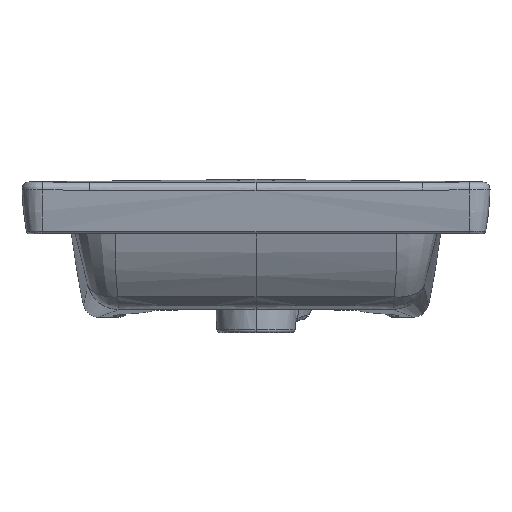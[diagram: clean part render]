
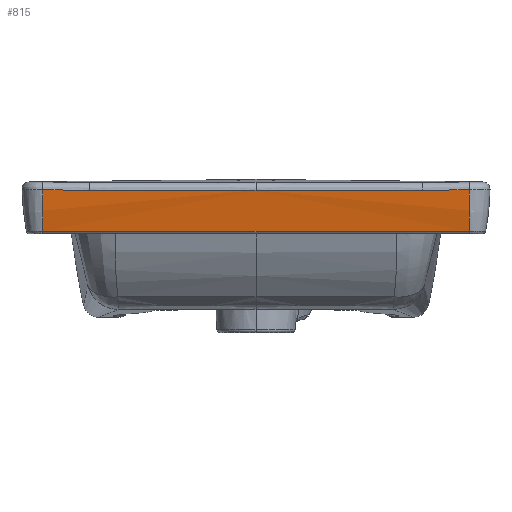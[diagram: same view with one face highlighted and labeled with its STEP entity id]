
A CAD part, front view. The second image highlights one B-rep face of the part: STEP entity #815.
In plain terms, the highlighted cylindrical face has radius 224.512 mm (diameter 449.024 mm), a partial arc.
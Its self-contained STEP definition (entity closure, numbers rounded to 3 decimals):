
#76=CYLINDRICAL_SURFACE('',#6905,224.512);
#204=LINE('',#31104,#316);
#316=VECTOR('',#7298,1.);
#815=ADVANCED_FACE('',(#1472),#76,.T.);
#1472=FACE_OUTER_BOUND('',#1903,.T.);
#1903=EDGE_LOOP('',(#3972,#3973,#3974,#3975,#3976,#3977,#3978));
#2160=B_SPLINE_CURVE_WITH_KNOTS('',3,(#7955,#7956,#7957,#7958,#7959,#7960),
 .UNSPECIFIED.,.F.,.F.,(4,2,4),(0.,0.475,1.),.UNSPECIFIED.);
#2162=B_SPLINE_CURVE_WITH_KNOTS('',3,(#8013,#8014,#8015,#8016),
 .UNSPECIFIED.,.F.,.F.,(4,4),(0.,1.),.UNSPECIFIED.);
#2164=B_SPLINE_CURVE_WITH_KNOTS('',3,(#8053,#8054,#8055,#8056,#8057,#8058),
 .UNSPECIFIED.,.F.,.F.,(4,2,4),(0.,0.764,1.),.UNSPECIFIED.);
#2167=B_SPLINE_CURVE_WITH_KNOTS('',3,(#8128,#8129,#8130,#8131,#8132,#8133,
#8134,#8135,#8136,#8137,#8138,#8139,#8140,#8141,#8142,#8143,#8144,#8145,
#8146,#8147,#8148,#8149,#8150,#8151,#8152,#8153),.UNSPECIFIED.,.F.,.F.,
(4,1,1,1,2,2,1,1,1,2,2,1,1,1,1,2,2,4),(0.,0.125,0.187,
0.219,0.234,0.25,0.312,
0.344,0.359,0.367,0.375,
0.437,0.469,0.484,0.492,
0.496,0.5,1.),.UNSPECIFIED.);
#2738=B_SPLINE_CURVE_WITH_KNOTS('',3,(#29994,#29995,#29996,#29997),
 .UNSPECIFIED.,.F.,.F.,(4,4),(0.,1.),.UNSPECIFIED.);
#2742=B_SPLINE_CURVE_WITH_KNOTS('',3,(#31106,#31107,#31108,#31109,#31110),
 .UNSPECIFIED.,.F.,.F.,(4,1,4),(0.,0.526,1.),.UNSPECIFIED.);
#3972=ORIENTED_EDGE('',*,*,#5729,.T.);
#3973=ORIENTED_EDGE('',*,*,#5732,.T.);
#3974=ORIENTED_EDGE('',*,*,#6434,.T.);
#3975=ORIENTED_EDGE('',*,*,#6439,.T.);
#3976=ORIENTED_EDGE('',*,*,#6440,.F.);
#3977=ORIENTED_EDGE('',*,*,#5723,.T.);
#3978=ORIENTED_EDGE('',*,*,#5726,.T.);
#5067=VERTEX_POINT('',#7859);
#5069=VERTEX_POINT('',#7954);
#5071=VERTEX_POINT('',#8012);
#5073=VERTEX_POINT('',#8052);
#5075=VERTEX_POINT('',#8127);
#5616=VERTEX_POINT('',#29998);
#5619=VERTEX_POINT('',#31105);
#5723=EDGE_CURVE('',#5067,#5069,#2160,.T.);
#5726=EDGE_CURVE('',#5069,#5071,#2162,.T.);
#5729=EDGE_CURVE('',#5071,#5073,#2164,.T.);
#5732=EDGE_CURVE('',#5073,#5075,#2167,.T.);
#6434=EDGE_CURVE('',#5075,#5616,#2738,.T.);
#6439=EDGE_CURVE('',#5616,#5619,#204,.T.);
#6440=EDGE_CURVE('',#5067,#5619,#2742,.T.);
#6905=AXIS2_PLACEMENT_3D('',#31111,#7299,#7300);
#7298=DIRECTION('',(1.,0.,0.));
#7299=DIRECTION('',(1.,0.,0.));
#7300=DIRECTION('',(0.,0.,1.));
#7859=CARTESIAN_POINT('',(204.992,-369.72,-7.61));
#7954=CARTESIAN_POINT('',(159.98,-369.694,-8.093));
#7955=CARTESIAN_POINT('',(204.992,-369.72,-7.609));
#7956=CARTESIAN_POINT('',(197.862,-369.716,-7.701));
#7957=CARTESIAN_POINT('',(190.733,-369.711,-7.79));
#7958=CARTESIAN_POINT('',(175.729,-369.699,-7.998));
#7959=CARTESIAN_POINT('',(167.855,-369.694,-8.098));
#7960=CARTESIAN_POINT('',(159.98,-369.694,-8.093));
#8012=CARTESIAN_POINT('',(0.,-369.7,-7.985));
#8013=CARTESIAN_POINT('',(159.98,-369.694,-8.093));
#8014=CARTESIAN_POINT('',(106.653,-369.696,-8.054));
#8015=CARTESIAN_POINT('',(53.327,-369.7,-7.985));
#8016=CARTESIAN_POINT('',(0.,-369.7,-7.985));
#8052=CARTESIAN_POINT('',(-159.98,-369.694,-8.093));
#8053=CARTESIAN_POINT('',(0.,-369.7,-7.985));
#8054=CARTESIAN_POINT('',(-40.764,-369.7,-7.985));
#8055=CARTESIAN_POINT('',(-81.528,-369.698,-8.028));
#8056=CARTESIAN_POINT('',(-134.855,-369.695,-8.073));
#8057=CARTESIAN_POINT('',(-147.417,-369.694,-8.083));
#8058=CARTESIAN_POINT('',(-159.98,-369.694,-8.093));
#8127=CARTESIAN_POINT('',(-204.992,-369.72,-7.61));
#8128=CARTESIAN_POINT('',(-159.98,-369.694,-8.093));
#8129=CARTESIAN_POINT('',(-161.695,-369.694,-8.094));
#8130=CARTESIAN_POINT('',(-164.388,-369.694,-8.088));
#8131=CARTESIAN_POINT('',(-167.741,-369.695,-8.068));
#8132=CARTESIAN_POINT('',(-169.47,-369.696,-8.055));
#8133=CARTESIAN_POINT('',(-170.222,-369.696,-8.049));
#8134=CARTESIAN_POINT('',(-170.726,-369.697,-8.045));
#8135=CARTESIAN_POINT('',(-171.016,-369.697,-8.042));
#8136=CARTESIAN_POINT('',(-172.106,-369.697,-8.032));
#8137=CARTESIAN_POINT('',(-173.464,-369.698,-8.018));
#8138=CARTESIAN_POINT('',(-175.133,-369.699,-7.999));
#8139=CARTESIAN_POINT('',(-175.99,-369.7,-7.989));
#8140=CARTESIAN_POINT('',(-176.361,-369.7,-7.985));
#8141=CARTESIAN_POINT('',(-176.61,-369.7,-7.982));
#8142=CARTESIAN_POINT('',(-176.783,-369.7,-7.98));
#8143=CARTESIAN_POINT('',(-177.479,-369.701,-7.971));
#8144=CARTESIAN_POINT('',(-178.646,-369.702,-7.956));
#8145=CARTESIAN_POINT('',(-180.427,-369.703,-7.932));
#8146=CARTESIAN_POINT('',(-181.422,-369.704,-7.919));
#8147=CARTESIAN_POINT('',(-181.945,-369.704,-7.912));
#8148=CARTESIAN_POINT('',(-182.176,-369.704,-7.909));
#8149=CARTESIAN_POINT('',(-182.33,-369.704,-7.907));
#8150=CARTESIAN_POINT('',(-182.449,-369.704,-7.905));
#8151=CARTESIAN_POINT('',(-187.326,-369.708,-7.838));
#8152=CARTESIAN_POINT('',(-194.828,-369.713,-7.74));
#8153=CARTESIAN_POINT('',(-204.992,-369.72,-7.609));
#29994=CARTESIAN_POINT('',(-204.992,-369.72,-7.61));
#29995=CARTESIAN_POINT('',(-205.079,-368.995,-21.111));
#29996=CARTESIAN_POINT('',(-205.166,-367.047,-34.546));
#29997=CARTESIAN_POINT('',(-205.253,-363.907,-47.697));
#29998=CARTESIAN_POINT('',(-205.253,-363.907,-47.697));
#31104=CARTESIAN_POINT('',(-349.997,-363.907,-47.697));
#31105=CARTESIAN_POINT('',(205.253,-363.907,-47.697));
#31106=CARTESIAN_POINT('',(204.992,-369.72,-7.61));
#31107=CARTESIAN_POINT('',(205.038,-369.338,-14.716));
#31108=CARTESIAN_POINT('',(205.125,-367.969,-28.182));
#31109=CARTESIAN_POINT('',(205.211,-365.394,-41.468));
#31110=CARTESIAN_POINT('',(205.253,-363.907,-47.697));
#31111=CARTESIAN_POINT('',(-349.997,-145.532,4.436));
